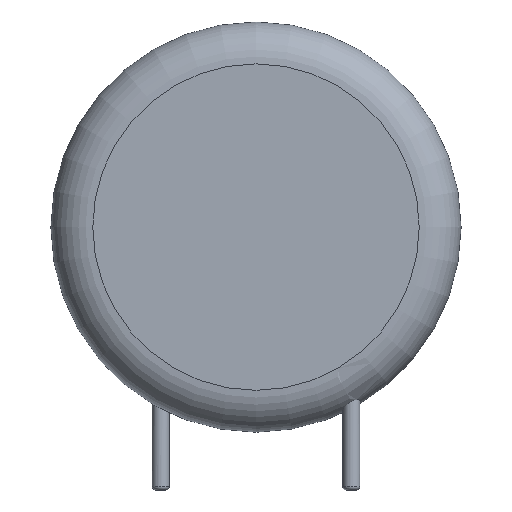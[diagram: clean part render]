
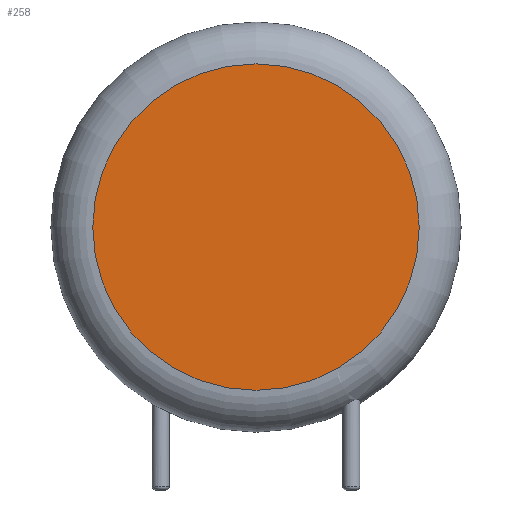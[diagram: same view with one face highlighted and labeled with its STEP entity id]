
A CAD part, front view. The second image highlights one B-rep face of the part: STEP entity #258.
In plain terms, the highlighted planar face has unit normal (0, -1, 0).
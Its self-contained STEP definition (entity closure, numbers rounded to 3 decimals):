
#29=DIRECTION('',(0.,-1.,0.));
#35=DIRECTION('',(1.,0.,0.));
#146=VERTEX_POINT('',#147);
#147=CARTESIAN_POINT('',(13.555,-3.025,10.78));
#151=DIRECTION('',(0.,0.,-1.));
#153=EDGE_CURVE('',#146,#146,#154,.T.);
#154=CIRCLE('',#155,8.555);
#155=AXIS2_PLACEMENT_3D('',#156,#29,#35);
#156=CARTESIAN_POINT('',(5.,-3.025,10.78));
#237=DIRECTION('',(0.,-1.,0.));
#258=ADVANCED_FACE('',(#259),#262,.T.);
#259=FACE_BOUND('',#260,.T.);
#260=EDGE_LOOP('',(#261));
#261=ORIENTED_EDGE('',*,*,#153,.T.);
#262=PLANE('',#263);
#263=AXIS2_PLACEMENT_3D('',#156,#237,#151);
